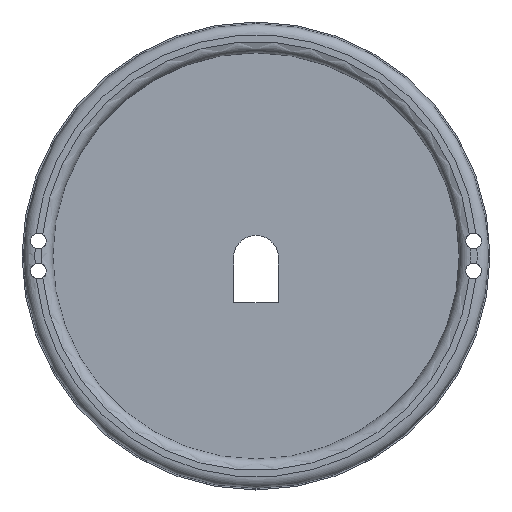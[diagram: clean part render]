
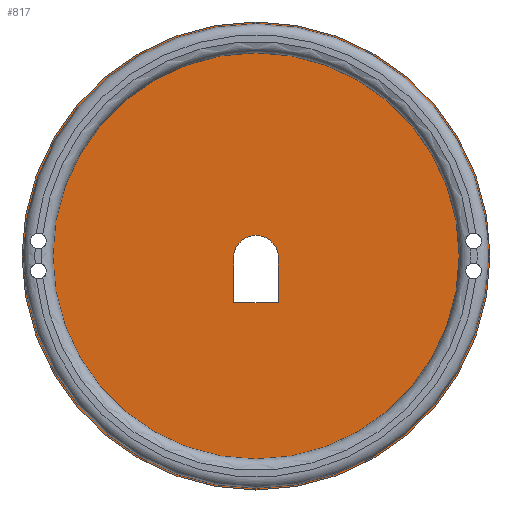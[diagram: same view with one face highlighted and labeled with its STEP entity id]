
A CAD part, top view. The second image highlights one B-rep face of the part: STEP entity #817.
In plain terms, the highlighted planar face has unit normal (0, 0, 1).
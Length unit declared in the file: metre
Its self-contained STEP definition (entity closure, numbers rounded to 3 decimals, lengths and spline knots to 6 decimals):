
#59=LINE('',#1283,#117);
#60=LINE('',#1286,#118);
#61=LINE('',#1290,#119);
#117=VECTOR('',#1025,1.);
#118=VECTOR('',#1026,1.);
#119=VECTOR('',#1029,1.);
#183=ORIENTED_EDGE('',*,*,#403,.F.);
#184=ORIENTED_EDGE('',*,*,#404,.T.);
#185=ORIENTED_EDGE('',*,*,#405,.F.);
#186=ORIENTED_EDGE('',*,*,#406,.F.);
#187=ORIENTED_EDGE('',*,*,#407,.F.);
#188=ORIENTED_EDGE('',*,*,#408,.F.);
#189=ORIENTED_EDGE('',*,*,#409,.T.);
#190=ORIENTED_EDGE('',*,*,#410,.T.);
#191=ORIENTED_EDGE('',*,*,#411,.T.);
#403=EDGE_CURVE('',#513,#513,#576,.T.);
#404=EDGE_CURVE('',#514,#514,#577,.T.);
#405=EDGE_CURVE('',#515,#515,#578,.T.);
#406=EDGE_CURVE('',#516,#517,#59,.T.);
#407=EDGE_CURVE('',#518,#516,#60,.T.);
#408=EDGE_CURVE('',#519,#518,#579,.T.);
#409=EDGE_CURVE('',#519,#517,#61,.T.);
#410=EDGE_CURVE('',#520,#520,#580,.T.);
#411=EDGE_CURVE('',#521,#521,#581,.T.);
#513=VERTEX_POINT('',#1278);
#514=VERTEX_POINT('',#1280);
#515=VERTEX_POINT('',#1282);
#516=VERTEX_POINT('',#1284);
#517=VERTEX_POINT('',#1285);
#518=VERTEX_POINT('',#1287);
#519=VERTEX_POINT('',#1289);
#520=VERTEX_POINT('',#1292);
#521=VERTEX_POINT('',#1294);
#576=CIRCLE('',#897,0.0021);
#577=CIRCLE('',#898,0.0021);
#578=CIRCLE('',#899,0.0021);
#579=CIRCLE('',#900,0.006);
#580=CIRCLE('',#901,0.0625);
#581=CIRCLE('',#902,0.0021);
#624=EDGE_LOOP('',(#183));
#625=EDGE_LOOP('',(#184));
#626=EDGE_LOOP('',(#185));
#627=EDGE_LOOP('',(#186,#187,#188,#189));
#628=EDGE_LOOP('',(#190));
#629=EDGE_LOOP('',(#191));
#712=FACE_BOUND('',#624,.T.);
#713=FACE_BOUND('',#625,.T.);
#714=FACE_BOUND('',#626,.T.);
#715=FACE_BOUND('',#627,.T.);
#716=FACE_BOUND('',#628,.T.);
#717=FACE_BOUND('',#629,.T.);
#789=PLANE('',#896);
#817=ADVANCED_FACE('',(#712,#713,#714,#715,#716,#717),#789,.T.);
#896=AXIS2_PLACEMENT_3D('',#1276,#1017,#1018);
#897=AXIS2_PLACEMENT_3D('',#1277,#1019,#1020);
#898=AXIS2_PLACEMENT_3D('',#1279,#1021,#1022);
#899=AXIS2_PLACEMENT_3D('',#1281,#1023,#1024);
#900=AXIS2_PLACEMENT_3D('',#1288,#1027,#1028);
#901=AXIS2_PLACEMENT_3D('',#1291,#1030,#1031);
#902=AXIS2_PLACEMENT_3D('',#1293,#1032,#1033);
#1017=DIRECTION('',(0.,0.,1.));
#1018=DIRECTION('',(1.,0.,0.));
#1019=DIRECTION('',(0.,0.,1.));
#1020=DIRECTION('',(1.,0.,0.));
#1021=DIRECTION('',(0.,0.,-1.));
#1022=DIRECTION('',(1.,0.,0.));
#1023=DIRECTION('',(0.,0.,1.));
#1024=DIRECTION('',(1.,0.,0.));
#1025=DIRECTION('',(1.,0.,0.));
#1026=DIRECTION('',(0.,-1.,0.));
#1027=DIRECTION('',(0.,0.,1.));
#1028=DIRECTION('',(1.,0.,0.));
#1029=DIRECTION('',(0.,-1.,0.));
#1030=DIRECTION('',(0.,0.,1.));
#1031=DIRECTION('',(1.,0.,0.));
#1032=DIRECTION('',(0.,0.,-1.));
#1033=DIRECTION('',(1.,0.,0.));
#1276=CARTESIAN_POINT('',(0.,0.,0.002));
#1277=CARTESIAN_POINT('',(-0.058129,-0.004,0.002));
#1278=CARTESIAN_POINT('',(-0.056029,-0.004,0.002));
#1279=CARTESIAN_POINT('',(0.058129,-0.004,0.002));
#1280=CARTESIAN_POINT('',(0.060229,-0.004,0.002));
#1281=CARTESIAN_POINT('',(-0.058129,0.004,0.002));
#1282=CARTESIAN_POINT('',(-0.056029,0.004,0.002));
#1283=CARTESIAN_POINT('',(0.,-0.0125,0.002));
#1284=CARTESIAN_POINT('',(-0.006,-0.0125,0.002));
#1285=CARTESIAN_POINT('',(0.006,-0.0125,0.002));
#1286=CARTESIAN_POINT('',(-0.006,-0.0065,0.002));
#1287=CARTESIAN_POINT('',(-0.006,-0.0005,0.002));
#1288=CARTESIAN_POINT('',(0.,-0.0005,0.002));
#1289=CARTESIAN_POINT('',(0.006,-0.0005,0.002));
#1290=CARTESIAN_POINT('',(0.006,-0.0065,0.002));
#1291=CARTESIAN_POINT('',(0.,0.,0.002));
#1292=CARTESIAN_POINT('',(0.0625,0.,0.002));
#1293=CARTESIAN_POINT('',(0.058129,0.004,0.002));
#1294=CARTESIAN_POINT('',(0.060229,0.004,0.002));
